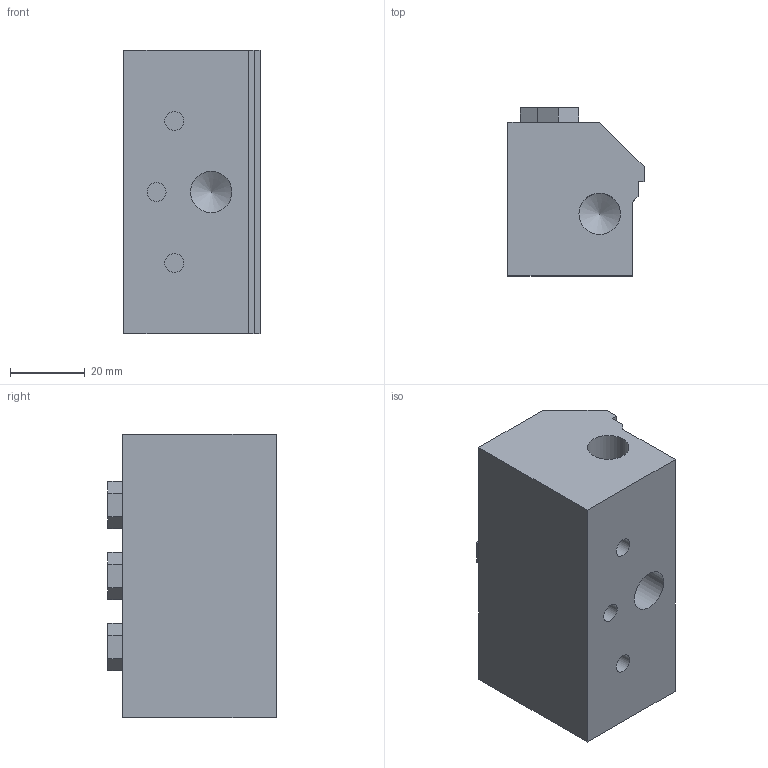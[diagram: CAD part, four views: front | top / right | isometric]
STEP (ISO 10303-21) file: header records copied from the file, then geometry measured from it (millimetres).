
FILE_DESCRIPTION((''),'2;1');
FILE_NAME('110003-PVDF.stp','2013-05-30T12:43:43',('benzil estridge'),(''),'Autodesk Inventor 2012','Autodesk Inventor 2012','');
FILE_SCHEMA(('AUTOMOTIVE_DESIGN { 1 0 10303 214 1 1 1 1 }'));
Length unit declared in the file: inch
Products named in the file (1): 110003-PVDF
Bounding box: 36.53 x 45.21 x 76.2 mm (x, y, z)
Volume: 96099.8 mm3; surface area: 18681.8 mm2
Topology: 1 solids, 1 shells, 44 faces, 108 edges, 72 vertices
Faces by surface type: plane 35, cylinder 6, cone 3
Full cylindrical faces by diameter (mm): 5.105 x3, 11.113 x3
Entity records: 1213 total; most frequent: CARTESIAN_POINT 204, DIRECTION 195, ORIENTED_EDGE 186, EDGE_CURVE 93, VECTOR 81, LINE 81, VERTEX_POINT 66, EDGE_LOOP 59
